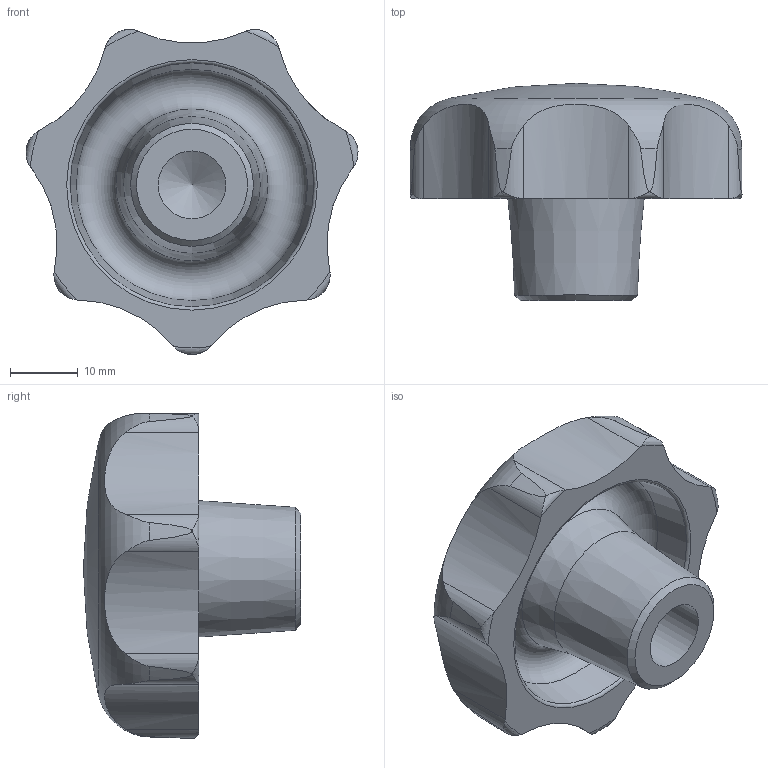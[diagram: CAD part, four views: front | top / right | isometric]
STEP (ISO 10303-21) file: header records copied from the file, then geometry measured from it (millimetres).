
FILE_DESCRIPTION( ( 'STEP AP214' ), '1' );
FILE_NAME( 'K0149.35010__C_.stp', '2020-11-25T15:07:04', ( '' ), ( '' ), ' ', 'PARTsolutions', ' ' );
FILE_SCHEMA( ( 'AUTOMOTIVE_DESIGN { 1 0 10303 214 1 1 1 1 }' ) );
Length unit declared in the file: millimetre
Products named in the file (1): _K0149.35010_(C)
Bounding box: 48.93 x 32 x 47.89 mm (x, y, z)
Volume: 22405.7 mm3; surface area: 7720.6 mm2
Topology: 1 solids, 1 shells, 47 faces, 129 edges, 84 vertices
Faces by surface type: cylinder 22, cone 12, torus 10, plane 2, sphere 1
Full cylindrical faces by diameter (mm): 10 x1
Entity records: 2500 total; most frequent: CARTESIAN_POINT 1019, ORIENTED_EDGE 230, DIRECTION 214, EDGE_CURVE 115, AXIS2_PLACEMENT_3D 100, VERTEX_POINT 83, EDGE_LOOP 57, CIRCLE 52
